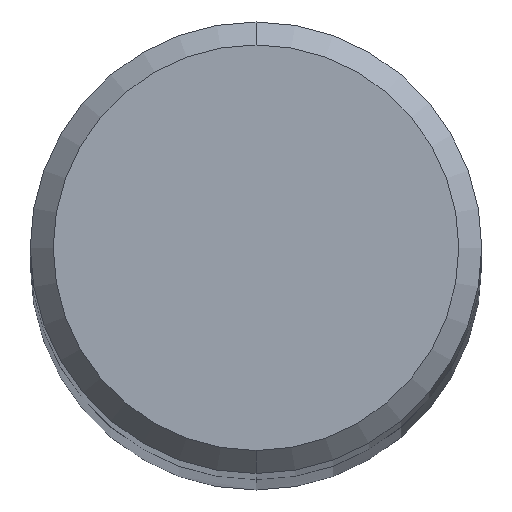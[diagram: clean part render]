
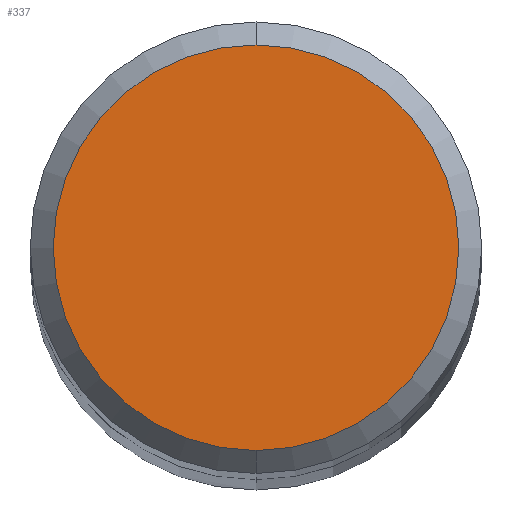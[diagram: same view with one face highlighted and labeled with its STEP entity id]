
A CAD part, top view. The second image highlights one B-rep face of the part: STEP entity #337.
In plain terms, the highlighted planar face has unit normal (0, 0, 1).
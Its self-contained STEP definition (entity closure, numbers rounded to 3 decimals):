
#187=EDGE_CURVE('',#373,#251,#450,.T.);
#251=VERTEX_POINT('',#521);
#261=EDGE_CURVE('',#251,#373,#531,.T.);
#337=ADVANCED_FACE('',(#614),#615,.T.);
#373=VERTEX_POINT('',#655);
#450=CIRCLE('',#746,5.3);
#521=CARTESIAN_POINT('',(0.0,5.3,88.0));
#531=CIRCLE('',#901,5.3);
#614=FACE_OUTER_BOUND('',#1121,.T.);
#615=PLANE('',#1122);
#655=CARTESIAN_POINT('',(0.,-5.3,88.0));
#746=AXIS2_PLACEMENT_3D('',#1318,#1319,#1320);
#901=AXIS2_PLACEMENT_3D('',#1409,#1410,#1411);
#1121=EDGE_LOOP('',(#1498,#1499));
#1122=AXIS2_PLACEMENT_3D('',#1500,#1501,#1502);
#1318=CARTESIAN_POINT('',(0.0,0.0,88.0));
#1319=DIRECTION('',(0.0,0.0,-1.0));
#1320=DIRECTION('',(0.0,1.0,0.0));
#1409=CARTESIAN_POINT('',(0.0,0.0,88.0));
#1410=DIRECTION('',(0.0,0.0,-1.0));
#1411=DIRECTION('',(0.0,1.0,0.0));
#1498=ORIENTED_EDGE('',*,*,#261,.F.);
#1499=ORIENTED_EDGE('',*,*,#187,.F.);
#1500=CARTESIAN_POINT('',(0.0,2.65,88.0));
#1501=DIRECTION('',(0.0,0.0,1.0));
#1502=DIRECTION('',(0.0,-1.0,0.0));
